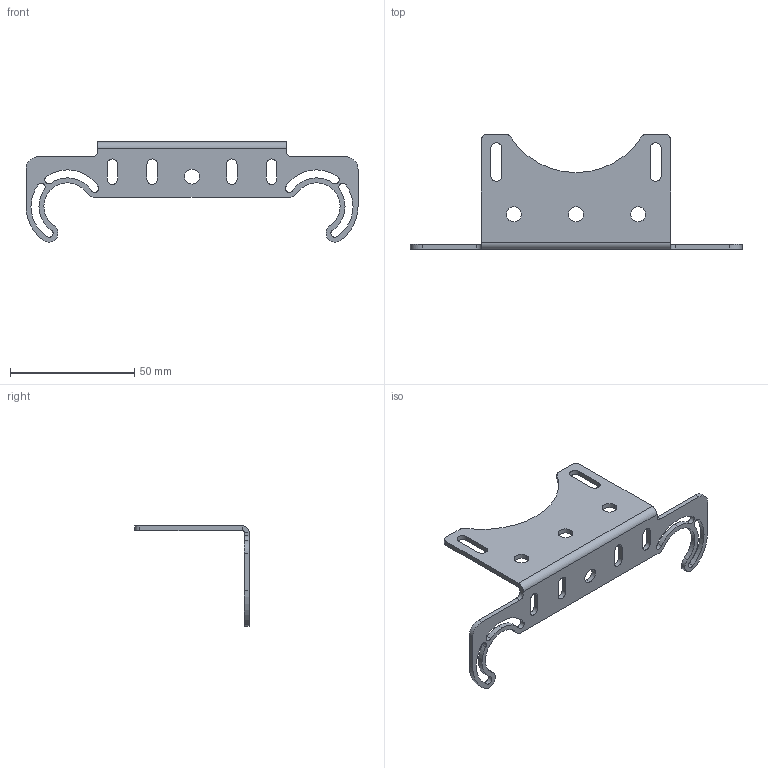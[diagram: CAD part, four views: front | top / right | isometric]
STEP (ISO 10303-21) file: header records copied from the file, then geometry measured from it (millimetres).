
FILE_DESCRIPTION (( 'STEP AP214' ), '1' );
FILE_NAME ('P00R2.STEP', '2025-02-25T17:24:24', ( '' ), ( '' ), 'SwSTEP 2.0', 'SolidWorks 2024', '' );
FILE_SCHEMA (( 'AUTOMOTIVE_DESIGN' ));
Length unit declared in the file: millimetre
Products named in the file (1): P00R2
Bounding box: 133.4 x 46 x 40.37 mm (x, y, z)
Volume: 9518.8 mm3; surface area: 11393.6 mm2
Topology: 1 solids, 1 shells, 96 faces, 274 edges, 180 vertices
Faces by surface type: cylinder 67, plane 29
Entity records: 3267 total; most frequent: DIRECTION 602, CARTESIAN_POINT 551, ORIENTED_EDGE 548, EDGE_CURVE 274, AXIS2_PLACEMENT_3D 231, VERTEX_POINT 180, LINE 140, VECTOR 140
